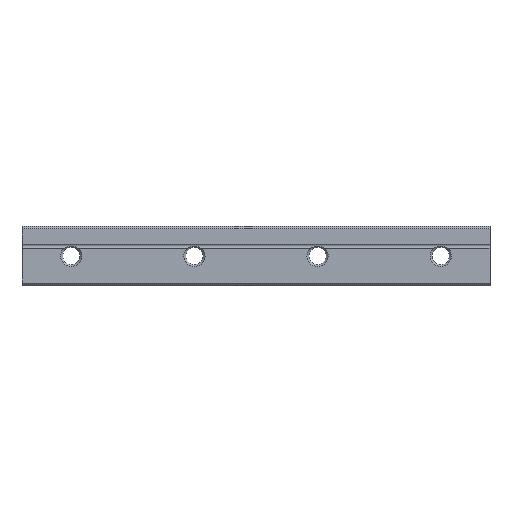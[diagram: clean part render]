
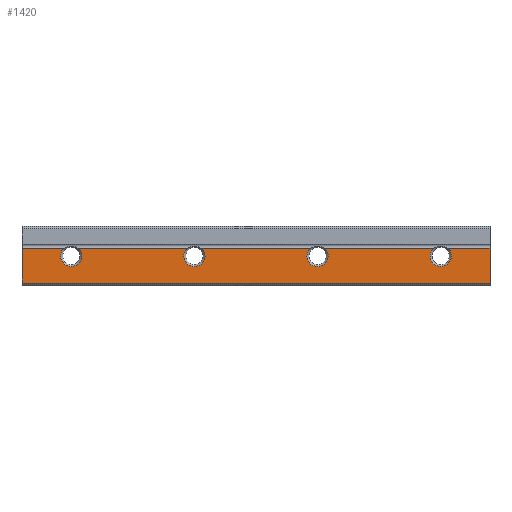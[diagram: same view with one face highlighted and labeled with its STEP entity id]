
A CAD part, front view. The second image highlights one B-rep face of the part: STEP entity #1420.
In plain terms, the highlighted planar face has unit normal (0, -1, 0).
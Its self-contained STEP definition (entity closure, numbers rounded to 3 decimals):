
#6 = VERTEX_POINT ( 'NONE', #94 ) ;
#18 = EDGE_CURVE ( 'NONE', #19, #33, #121, .T. ) ;
#19 = VERTEX_POINT ( 'NONE', #116 ) ;
#33 = VERTEX_POINT ( 'NONE', #160 ) ;
#94 = CARTESIAN_POINT ( 'NONE',  ( -61.436, 0., 1.6 ) ) ;
#116 = CARTESIAN_POINT ( 'NONE',  ( -85., 0., -2.15 ) ) ;
#117 = DIRECTION ( 'NONE',  ( 0., 0., 1. ) ) ;
#118 = DIRECTION ( 'NONE',  ( 0., 1., 0. ) ) ;
#119 = CARTESIAN_POINT ( 'NONE',  ( -85., 0., 0. ) ) ;
#120 = AXIS2_PLACEMENT_3D ( 'NONE', #119, #118, #117 ) ;
#121 = CIRCLE ( 'NONE', #120, 2.15 ) ;
#160 = CARTESIAN_POINT ( 'NONE',  ( -86.436, 0., 1.6 ) ) ;
#206 = DIRECTION ( 'NONE',  ( 0., 0., 1. ) ) ;
#207 = DIRECTION ( 'NONE',  ( 0., 1., 0. ) ) ;
#208 = AXIS2_PLACEMENT_3D ( 'NONE', #215, #207, #206 ) ;
#209 = CIRCLE ( 'NONE', #208, 2.15 ) ;
#215 = CARTESIAN_POINT ( 'NONE',  ( -60., 0., 0. ) ) ;
#276 = CARTESIAN_POINT ( 'NONE',  ( -60., 0., -2.15 ) ) ;
#320 = CARTESIAN_POINT ( 'NONE',  ( -85., 0., 0. ) ) ;
#321 = AXIS2_PLACEMENT_3D ( 'NONE', #320, #379, #378 ) ;
#322 = CIRCLE ( 'NONE', #321, 2.15 ) ;
#324 = DIRECTION ( 'NONE',  ( 0., 0., -1. ) ) ;
#325 = DIRECTION ( 'NONE',  ( 0., -1., 0. ) ) ;
#326 = CARTESIAN_POINT ( 'NONE',  ( -95., 0., 1.6 ) ) ;
#327 = AXIS2_PLACEMENT_3D ( 'NONE', #326, #325, #324 ) ;
#328 = PLANE ( 'NONE',  #327 ) ;
#329 = FACE_OUTER_BOUND ( 'NONE', #1423, .T. ) ;
#334 = CARTESIAN_POINT ( 'NONE',  ( -83.564, 0., 1.6 ) ) ;
#340 = CARTESIAN_POINT ( 'NONE',  ( -8.564, 0., 1.6 ) ) ;
#344 = CARTESIAN_POINT ( 'NONE',  ( -10., 0., -2.15 ) ) ;
#350 = CARTESIAN_POINT ( 'NONE',  ( -58.564, 0., 1.6 ) ) ;
#360 = CIRCLE ( 'NONE', #409, 2.15 ) ;
#361 = CARTESIAN_POINT ( 'NONE',  ( -11.436, 0., 1.6 ) ) ;
#378 = DIRECTION ( 'NONE',  ( 0., 0., 1. ) ) ;
#379 = DIRECTION ( 'NONE',  ( 0., 1., 0. ) ) ;
#382 = DIRECTION ( 'NONE',  ( 1., 0., 0. ) ) ;
#383 = VECTOR ( 'NONE', #382, 1000. ) ;
#384 = CARTESIAN_POINT ( 'NONE',  ( -95., 0., 1.6 ) ) ;
#385 = LINE ( 'NONE', #384, #383 ) ;
#386 = DIRECTION ( 'NONE',  ( 0., 0., -1. ) ) ;
#387 = VECTOR ( 'NONE', #386, 1000. ) ;
#388 = CARTESIAN_POINT ( 'NONE',  ( 0., 0., 1.6 ) ) ;
#389 = LINE ( 'NONE', #388, #387 ) ;
#390 = CARTESIAN_POINT ( 'NONE',  ( 0., 0., -5.5 ) ) ;
#391 = CARTESIAN_POINT ( 'NONE',  ( -95., 0., 1.6 ) ) ;
#392 = DIRECTION ( 'NONE',  ( 1., 0., 0. ) ) ;
#393 = VECTOR ( 'NONE', #392, 1000. ) ;
#394 = CARTESIAN_POINT ( 'NONE',  ( -95., 0., 1.6 ) ) ;
#395 = LINE ( 'NONE', #394, #393 ) ;
#396 = DIRECTION ( 'NONE',  ( 1., 0., 0. ) ) ;
#397 = VECTOR ( 'NONE', #396, 1000. ) ;
#398 = CARTESIAN_POINT ( 'NONE',  ( -95., 0., -5.5 ) ) ;
#399 = LINE ( 'NONE', #398, #397 ) ;
#400 = CARTESIAN_POINT ( 'NONE',  ( -95., 0., -5.5 ) ) ;
#401 = DIRECTION ( 'NONE',  ( 0., 0., -1. ) ) ;
#402 = VECTOR ( 'NONE', #401, 1000. ) ;
#403 = CARTESIAN_POINT ( 'NONE',  ( -95., 0., 1.6 ) ) ;
#404 = LINE ( 'NONE', #403, #402 ) ;
#405 = CARTESIAN_POINT ( 'NONE',  ( 0., 0., 1.6 ) ) ;
#406 = DIRECTION ( 'NONE',  ( 0., 0., 1. ) ) ;
#407 = DIRECTION ( 'NONE',  ( 0., 1., 0. ) ) ;
#408 = CARTESIAN_POINT ( 'NONE',  ( -10., 0., 0. ) ) ;
#409 = AXIS2_PLACEMENT_3D ( 'NONE', #408, #407, #406 ) ;
#415 = CARTESIAN_POINT ( 'NONE',  ( -10., 0., 0. ) ) ;
#417 = DIRECTION ( 'NONE',  ( 1., 0., 0. ) ) ;
#418 = VECTOR ( 'NONE', #417, 1000. ) ;
#419 = CARTESIAN_POINT ( 'NONE',  ( -95., 0., 1.6 ) ) ;
#420 = LINE ( 'NONE', #419, #418 ) ;
#421 = DIRECTION ( 'NONE',  ( 0., 0., 1. ) ) ;
#422 = DIRECTION ( 'NONE',  ( 0., 1., 0. ) ) ;
#423 = AXIS2_PLACEMENT_3D ( 'NONE', #435, #422, #421 ) ;
#424 = CIRCLE ( 'NONE', #423, 2.15 ) ;
#435 = CARTESIAN_POINT ( 'NONE',  ( -60., 0., 0. ) ) ;
#442 = LINE ( 'NONE', #494, #493 ) ;
#444 = CARTESIAN_POINT ( 'NONE',  ( -33.564, 0., 1.6 ) ) ;
#458 = DIRECTION ( 'NONE',  ( 0., 0., 1. ) ) ;
#459 = DIRECTION ( 'NONE',  ( 0., 1., 0. ) ) ;
#460 = AXIS2_PLACEMENT_3D ( 'NONE', #415, #459, #458 ) ;
#461 = CIRCLE ( 'NONE', #460, 2.15 ) ;
#483 = DIRECTION ( 'NONE',  ( 1., 0., 0. ) ) ;
#484 = VECTOR ( 'NONE', #483, 1000. ) ;
#485 = CARTESIAN_POINT ( 'NONE',  ( -95., 0., 1.6 ) ) ;
#486 = DIRECTION ( 'NONE',  ( 0., 0., 1. ) ) ;
#487 = DIRECTION ( 'NONE',  ( 0., 1., 0. ) ) ;
#488 = CARTESIAN_POINT ( 'NONE',  ( -35., 0., 0. ) ) ;
#489 = AXIS2_PLACEMENT_3D ( 'NONE', #488, #487, #486 ) ;
#490 = CIRCLE ( 'NONE', #489, 2.15 ) ;
#491 = LINE ( 'NONE', #485, #484 ) ;
#492 = DIRECTION ( 'NONE',  ( 1., 0., 0. ) ) ;
#493 = VECTOR ( 'NONE', #492, 1000. ) ;
#494 = CARTESIAN_POINT ( 'NONE',  ( -95., 0., 1.6 ) ) ;
#1129 = CARTESIAN_POINT ( 'NONE',  ( -35., 0., -2.15 ) ) ;
#1137 = DIRECTION ( 'NONE',  ( 0., 1., 0. ) ) ;
#1138 = CARTESIAN_POINT ( 'NONE',  ( -35., 0., 0. ) ) ;
#1139 = AXIS2_PLACEMENT_3D ( 'NONE', #1138, #1137, #1199 ) ;
#1140 = CIRCLE ( 'NONE', #1139, 2.15 ) ;
#1166 = CARTESIAN_POINT ( 'NONE',  ( -36.436, 0., 1.6 ) ) ;
#1199 = DIRECTION ( 'NONE',  ( 0., 0., 1. ) ) ;
#1345 = EDGE_CURVE ( 'NONE', #1381, #6, #209, .T. ) ;
#1381 = VERTEX_POINT ( 'NONE', #276 ) ;
#1405 = VERTEX_POINT ( 'NONE', #350 ) ;
#1407 = VERTEX_POINT ( 'NONE', #344 ) ;
#1414 = VERTEX_POINT ( 'NONE', #340 ) ;
#1417 = VERTEX_POINT ( 'NONE', #334 ) ;
#1419 = ORIENTED_EDGE ( 'NONE', *, *, #1425, .T. ) ;
#1420 = ADVANCED_FACE ( 'NONE', ( #329 ), #328, .T. ) ;
#1421 = ORIENTED_EDGE ( 'NONE', *, *, #18, .T. ) ;
#1423 = EDGE_LOOP ( 'NONE', ( #1419, #1421, #1435, #1446, #1441, #1442, #1445, #1458, #1451, #1463, #1479, #1470, #1476, #1452, #1455, #1457 ) ) ;
#1425 = EDGE_CURVE ( 'NONE', #1417, #19, #322, .T. ) ;
#1432 = VERTEX_POINT ( 'NONE', #361 ) ;
#1434 = EDGE_CURVE ( 'NONE', #1407, #1432, #360, .T. ) ;
#1435 = ORIENTED_EDGE ( 'NONE', *, *, #1440, .F. ) ;
#1436 = VERTEX_POINT ( 'NONE', #405 ) ;
#1437 = EDGE_CURVE ( 'NONE', #1443, #1438, #404, .T. ) ;
#1438 = VERTEX_POINT ( 'NONE', #400 ) ;
#1439 = EDGE_CURVE ( 'NONE', #1438, #1444, #399, .T. ) ;
#1440 = EDGE_CURVE ( 'NONE', #1443, #33, #395, .T. ) ;
#1441 = ORIENTED_EDGE ( 'NONE', *, *, #1439, .T. ) ;
#1442 = ORIENTED_EDGE ( 'NONE', *, *, #1447, .F. ) ;
#1443 = VERTEX_POINT ( 'NONE', #391 ) ;
#1444 = VERTEX_POINT ( 'NONE', #390 ) ;
#1445 = ORIENTED_EDGE ( 'NONE', *, *, #1448, .F. ) ;
#1446 = ORIENTED_EDGE ( 'NONE', *, *, #1437, .T. ) ;
#1447 = EDGE_CURVE ( 'NONE', #1436, #1444, #389, .T. ) ;
#1448 = EDGE_CURVE ( 'NONE', #1414, #1436, #385, .T. ) ;
#1451 = ORIENTED_EDGE ( 'NONE', *, *, #1434, .T. ) ;
#1452 = ORIENTED_EDGE ( 'NONE', *, *, #1456, .T. ) ;
#1455 = ORIENTED_EDGE ( 'NONE', *, *, #1345, .T. ) ;
#1456 = EDGE_CURVE ( 'NONE', #1405, #1381, #424, .T. ) ;
#1457 = ORIENTED_EDGE ( 'NONE', *, *, #1459, .F. ) ;
#1458 = ORIENTED_EDGE ( 'NONE', *, *, #1461, .T. ) ;
#1459 = EDGE_CURVE ( 'NONE', #1417, #6, #420, .T. ) ;
#1461 = EDGE_CURVE ( 'NONE', #1414, #1407, #461, .T. ) ;
#1463 = ORIENTED_EDGE ( 'NONE', *, *, #1477, .F. ) ;
#1470 = ORIENTED_EDGE ( 'NONE', *, *, #1937, .T. ) ;
#1474 = VERTEX_POINT ( 'NONE', #444 ) ;
#1476 = ORIENTED_EDGE ( 'NONE', *, *, #1480, .F. ) ;
#1477 = EDGE_CURVE ( 'NONE', #1474, #1432, #442, .T. ) ;
#1478 = EDGE_CURVE ( 'NONE', #1474, #1905, #490, .T. ) ;
#1479 = ORIENTED_EDGE ( 'NONE', *, *, #1478, .T. ) ;
#1480 = EDGE_CURVE ( 'NONE', #1405, #1921, #491, .T. ) ;
#1905 = VERTEX_POINT ( 'NONE', #1129 ) ;
#1921 = VERTEX_POINT ( 'NONE', #1166 ) ;
#1937 = EDGE_CURVE ( 'NONE', #1905, #1921, #1140, .T. ) ;
